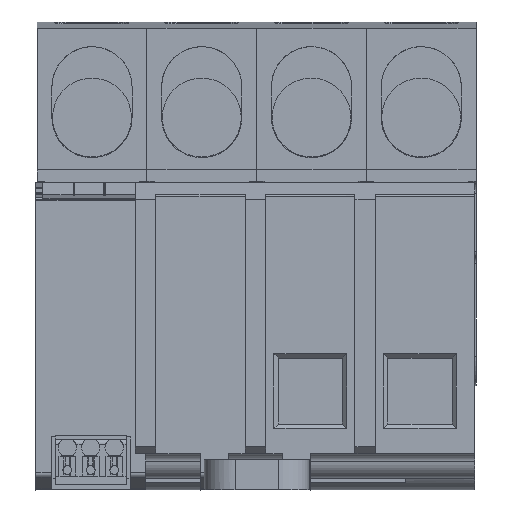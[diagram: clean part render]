
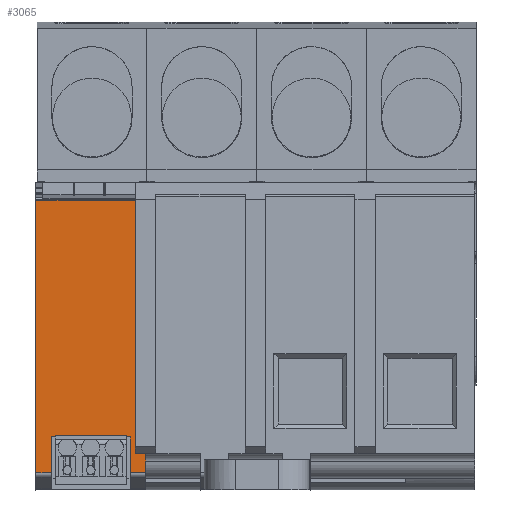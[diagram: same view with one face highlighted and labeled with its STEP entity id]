
A CAD part, front view. The second image highlights one B-rep face of the part: STEP entity #3065.
In plain terms, the highlighted planar face has unit normal (0, -1, 0).
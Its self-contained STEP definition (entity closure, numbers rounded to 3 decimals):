
#2990=AXIS2_PLACEMENT_3D('Plane Axis2P3D',#2987,#2988,#2989) ;
#860=CARTESIAN_POINT('Vertex',(0.,13.,46.974)) ;
#1243=CARTESIAN_POINT('Vertex',(0.,13.,2.821)) ;
#1246=CARTESIAN_POINT('Line Origine',(0.,13.,24.897)) ;
#2987=CARTESIAN_POINT('Axis2P3D Location',(17.8,13.,47.678)) ;
#2992=CARTESIAN_POINT('Line Origine',(16.975,13.,5.9)) ;
#2996=CARTESIAN_POINT('Vertex',(17.8,13.,5.9)) ;
#2998=CARTESIAN_POINT('Vertex',(16.15,13.,5.9)) ;
#3001=CARTESIAN_POINT('Line Origine',(16.15,13.,26.437)) ;
#3005=CARTESIAN_POINT('Vertex',(16.15,13.,46.974)) ;
#3008=CARTESIAN_POINT('Line Origine',(8.075,13.,46.974)) ;
#3013=CARTESIAN_POINT('Line Origine',(1.245,13.,2.821)) ;
#3017=CARTESIAN_POINT('Vertex',(2.49,13.,2.821)) ;
#3020=CARTESIAN_POINT('Line Origine',(2.49,13.,5.71)) ;
#3024=CARTESIAN_POINT('Vertex',(2.49,13.,8.6)) ;
#3027=CARTESIAN_POINT('Line Origine',(8.9,13.,8.6)) ;
#3031=CARTESIAN_POINT('Vertex',(15.31,13.,8.6)) ;
#3034=CARTESIAN_POINT('Line Origine',(15.31,13.,5.71)) ;
#3038=CARTESIAN_POINT('Vertex',(15.31,13.,2.821)) ;
#3041=CARTESIAN_POINT('Line Origine',(16.555,13.,2.821)) ;
#3045=CARTESIAN_POINT('Vertex',(17.8,13.,2.821)) ;
#3048=CARTESIAN_POINT('Line Origine',(17.8,13.,4.36)) ;
#1247=DIRECTION('Vector Direction',(0.,0.,-1.)) ;
#2988=DIRECTION('Axis2P3D Direction',(0.,1.,0.)) ;
#2989=DIRECTION('Axis2P3D XDirection',(-1.,0.,0.)) ;
#2993=DIRECTION('Vector Direction',(-1.,0.,0.)) ;
#3002=DIRECTION('Vector Direction',(0.,0.,-1.)) ;
#3009=DIRECTION('Vector Direction',(1.,0.,0.)) ;
#3014=DIRECTION('Vector Direction',(1.,0.,0.)) ;
#3021=DIRECTION('Vector Direction',(0.,0.,-1.)) ;
#3028=DIRECTION('Vector Direction',(-1.,0.,0.)) ;
#3035=DIRECTION('Vector Direction',(0.,0.,-1.)) ;
#3042=DIRECTION('Vector Direction',(-1.,0.,0.)) ;
#3049=DIRECTION('Vector Direction',(0.,0.,-1.)) ;
#1248=VECTOR('Line Direction',#1247,1.) ;
#2994=VECTOR('Line Direction',#2993,1.) ;
#3003=VECTOR('Line Direction',#3002,1.) ;
#3010=VECTOR('Line Direction',#3009,1.) ;
#3015=VECTOR('Line Direction',#3014,1.) ;
#3022=VECTOR('Line Direction',#3021,1.) ;
#3029=VECTOR('Line Direction',#3028,1.) ;
#3036=VECTOR('Line Direction',#3035,1.) ;
#3043=VECTOR('Line Direction',#3042,1.) ;
#3050=VECTOR('Line Direction',#3049,1.) ;
#3054=ORIENTED_EDGE('',*,*,#3000,.T.) ;
#3055=ORIENTED_EDGE('',*,*,#3007,.F.) ;
#3056=ORIENTED_EDGE('',*,*,#3012,.F.) ;
#3057=ORIENTED_EDGE('',*,*,#1250,.T.) ;
#3058=ORIENTED_EDGE('',*,*,#3019,.F.) ;
#3059=ORIENTED_EDGE('',*,*,#3026,.F.) ;
#3060=ORIENTED_EDGE('',*,*,#3033,.F.) ;
#3061=ORIENTED_EDGE('',*,*,#3040,.T.) ;
#3062=ORIENTED_EDGE('',*,*,#3047,.F.) ;
#3063=ORIENTED_EDGE('',*,*,#3052,.F.) ;
#3065=ADVANCED_FACE('SOCKEL',(#3064),#2991,.F.) ;
#1250=EDGE_CURVE('',#861,#1244,#1249,.T.) ;
#3000=EDGE_CURVE('',#2997,#2999,#2995,.T.) ;
#3007=EDGE_CURVE('',#3006,#2999,#3004,.T.) ;
#3012=EDGE_CURVE('',#861,#3006,#3011,.T.) ;
#3019=EDGE_CURVE('',#3018,#1244,#3016,.F.) ;
#3026=EDGE_CURVE('',#3025,#3018,#3023,.T.) ;
#3033=EDGE_CURVE('',#3032,#3025,#3030,.T.) ;
#3040=EDGE_CURVE('',#3032,#3039,#3037,.T.) ;
#3047=EDGE_CURVE('',#3046,#3039,#3044,.T.) ;
#3052=EDGE_CURVE('',#2997,#3046,#3051,.T.) ;
#3053=EDGE_LOOP('',(#3054,#3055,#3056,#3057,#3058,#3059,#3060,#3061,#3062,#3063)) ;
#3064=FACE_OUTER_BOUND('',#3053,.T.) ;
#1249=LINE('Line',#1246,#1248) ;
#2995=LINE('Line',#2992,#2994) ;
#3004=LINE('Line',#3001,#3003) ;
#3011=LINE('Line',#3008,#3010) ;
#3016=LINE('Line',#3013,#3015) ;
#3023=LINE('Line',#3020,#3022) ;
#3030=LINE('Line',#3027,#3029) ;
#3037=LINE('Line',#3034,#3036) ;
#3044=LINE('Line',#3041,#3043) ;
#3051=LINE('Line',#3048,#3050) ;
#2991=PLANE('',#2990) ;
#861=VERTEX_POINT('',#860) ;
#1244=VERTEX_POINT('',#1243) ;
#2997=VERTEX_POINT('',#2996) ;
#2999=VERTEX_POINT('',#2998) ;
#3006=VERTEX_POINT('',#3005) ;
#3018=VERTEX_POINT('',#3017) ;
#3025=VERTEX_POINT('',#3024) ;
#3032=VERTEX_POINT('',#3031) ;
#3039=VERTEX_POINT('',#3038) ;
#3046=VERTEX_POINT('',#3045) ;
